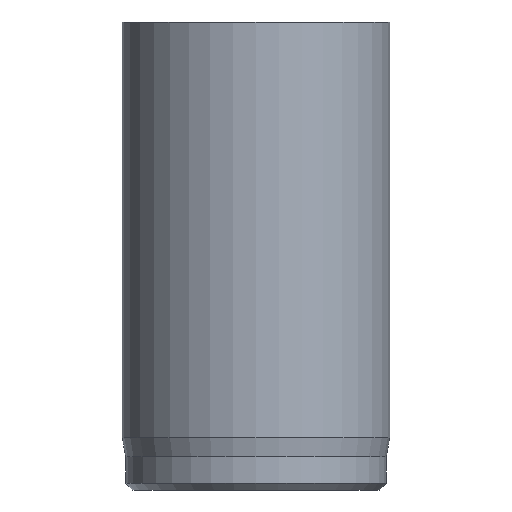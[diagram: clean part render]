
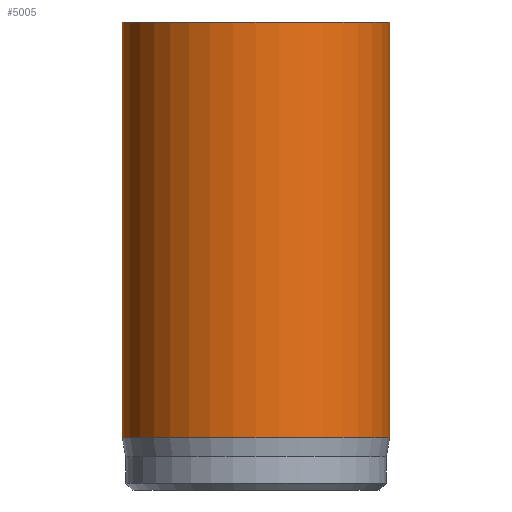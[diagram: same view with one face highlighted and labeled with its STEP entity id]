
A CAD part, front view. The second image highlights one B-rep face of the part: STEP entity #5005.
In plain terms, the highlighted cylindrical face has radius 4 mm (diameter 8 mm), a full revolution.
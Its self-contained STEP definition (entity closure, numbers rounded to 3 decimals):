
#31=CYLINDRICAL_SURFACE('',#5191,4.);
#45=CIRCLE('',#5161,4.);
#57=CIRCLE('',#5189,4.);
#58=CIRCLE('',#5190,4.);
#458=FACE_OUTER_BOUND('',#762,.T.);
#762=EDGE_LOOP('',(#4480,#4481,#4482,#4483,#4484));
#1137=LINE('',#9454,#1518);
#1518=VECTOR('',#5804,4.);
#2321=VERTEX_POINT('',#9402);
#2333=VERTEX_POINT('',#9448);
#2334=VERTEX_POINT('',#9449);
#3036=EDGE_CURVE('',#2321,#2321,#45,.T.);
#3054=EDGE_CURVE('',#2333,#2334,#57,.T.);
#3055=EDGE_CURVE('',#2334,#2333,#58,.T.);
#3057=EDGE_CURVE('',#2321,#2333,#1137,.T.);
#4480=ORIENTED_EDGE('',*,*,#3036,.T.);
#4481=ORIENTED_EDGE('',*,*,#3057,.T.);
#4482=ORIENTED_EDGE('',*,*,#3054,.T.);
#4483=ORIENTED_EDGE('',*,*,#3055,.T.);
#4484=ORIENTED_EDGE('',*,*,#3057,.F.);
#5005=ADVANCED_FACE('',(#458),#31,.T.);
#5161=AXIS2_PLACEMENT_3D('',#9403,#5735,#5736);
#5189=AXIS2_PLACEMENT_3D('',#9450,#5797,#5798);
#5190=AXIS2_PLACEMENT_3D('',#9451,#5799,#5800);
#5191=AXIS2_PLACEMENT_3D('',#9453,#5802,#5803);
#5735=DIRECTION('center_axis',(0.,0.,-1.));
#5736=DIRECTION('ref_axis',(-1.,0.,0.));
#5797=DIRECTION('center_axis',(0.,0.,1.));
#5798=DIRECTION('ref_axis',(-1.,0.,0.));
#5799=DIRECTION('center_axis',(0.,0.,1.));
#5800=DIRECTION('ref_axis',(-1.,0.,0.));
#5802=DIRECTION('center_axis',(0.,0.,1.));
#5803=DIRECTION('ref_axis',(-1.,0.,0.));
#5804=DIRECTION('',(0.,0.,-1.));
#9402=CARTESIAN_POINT('',(4.,0.,14.));
#9403=CARTESIAN_POINT('Origin',(0.,0.,14.));
#9448=CARTESIAN_POINT('',(4.,0.,1.567));
#9449=CARTESIAN_POINT('',(-4.,0.,1.567));
#9450=CARTESIAN_POINT('Origin',(0.,0.,1.567));
#9451=CARTESIAN_POINT('Origin',(0.,0.,1.567));
#9453=CARTESIAN_POINT('Origin',(0.,0.,0.));
#9454=CARTESIAN_POINT('',(4.,0.,0.));
